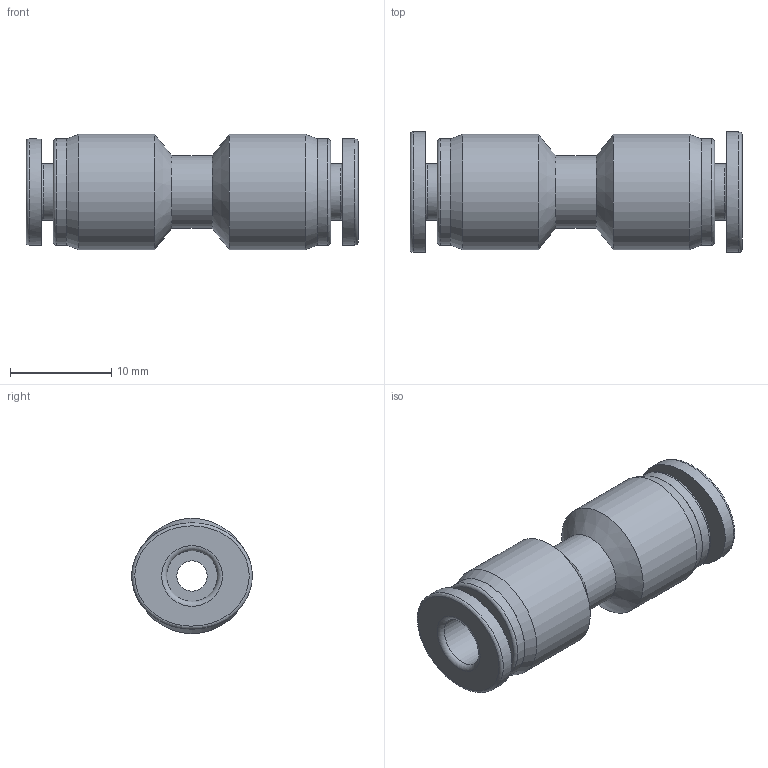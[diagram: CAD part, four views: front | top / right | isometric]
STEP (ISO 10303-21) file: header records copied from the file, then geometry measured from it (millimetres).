
FILE_DESCRIPTION(('FreeCAD Model'),'2;1');
FILE_NAME('Open CASCADE Shape Model','2025-05-11T15:47:41',('Author'),( ''),'Open CASCADE STEP processor 7.8','FreeCAD','Unknown');
FILE_SCHEMA(('AUTOMOTIVE_DESIGN { 1 0 10303 214 1 1 1 1 }'));
Length unit declared in the file: millimetre
Products named in the file (2): PU3-16; PU3-16-A
Assembly tree (1 placements, depth 2):
  PU3-16
    PU3-16-A
Bounding box: 32.8 x 11.9 x 11.4 mm (x, y, z)
Volume: 2151.6 mm3; surface area: 2016.5 mm2
Topology: 1 solids, 1 shells, 34 faces, 61 edges, 37 vertices
Faces by surface type: plane 10, cylinder 10, torus 6, cone 4, bspline 4
Full cylindrical faces by diameter (mm): 3 x1, 5 x2, 5.6 x2, 7.2 x1, 10.5 x2, 11.4 x2
Entity records: 3809 total; most frequent: CARTESIAN_POINT 2400, DIRECTION 218, ORIENTED_EDGE 122, PCURVE 122, DEFINITIONAL_REPRESENTATION 122, LINE 91, VECTOR 91, AXIS2_PLACEMENT_3D 61
